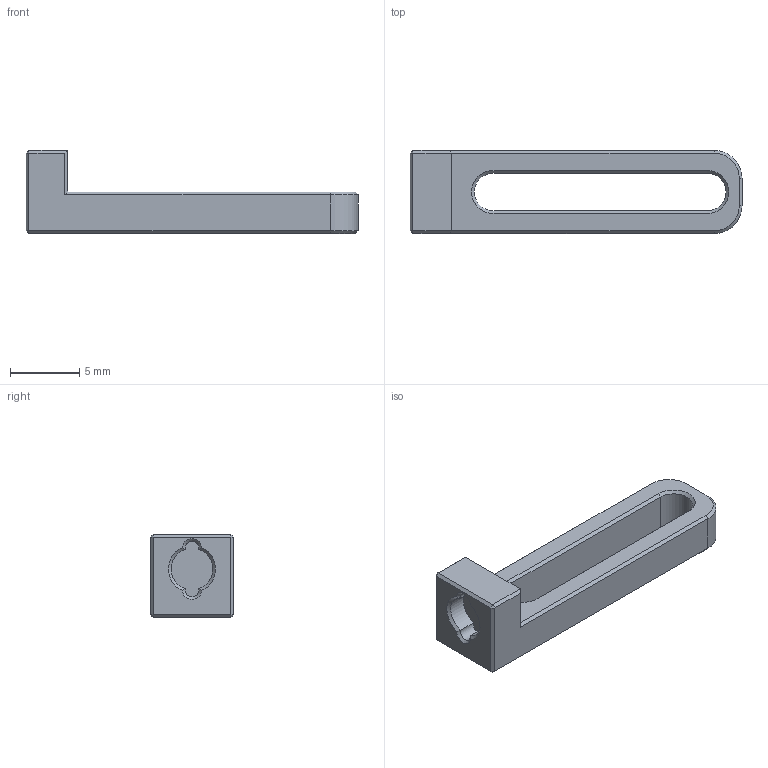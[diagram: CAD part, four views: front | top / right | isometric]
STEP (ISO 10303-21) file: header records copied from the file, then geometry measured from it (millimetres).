
FILE_DESCRIPTION(/* description */ (''),/* implementation_level */ '2;1');
FILE_NAME(/* name */ 'VRU3 magnet mount.stp',/* time_stamp */ '2021-03-24T00:01:10-07:00',/* author */ ('hongquanli'),/* organization */ (''),/* preprocessor_version */ 'ST-DEVELOPER v18',/* originating_system */ 'Autodesk Inventor 2020',/* authorisation */ '');
FILE_SCHEMA (('AUTOMOTIVE_DESIGN { 1 0 10303 214 3 1 1 }'));
Length unit declared in the file: millimetre
Products named in the file (1): VRU3 magnet mount
Bounding box: 24 x 6 x 6 mm (x, y, z)
Volume: 322.6 mm3; surface area: 531.4 mm2
Topology: 1 solids, 1 shells, 49 faces, 106 edges, 60 vertices
Faces by surface type: plane 31, cone 10, cylinder 8
Entity records: 1339 total; most frequent: DIRECTION 228, CARTESIAN_POINT 228, ORIENTED_EDGE 212, EDGE_CURVE 106, LINE 76, VECTOR 76, AXIS2_PLACEMENT_3D 76, VERTEX_POINT 60
